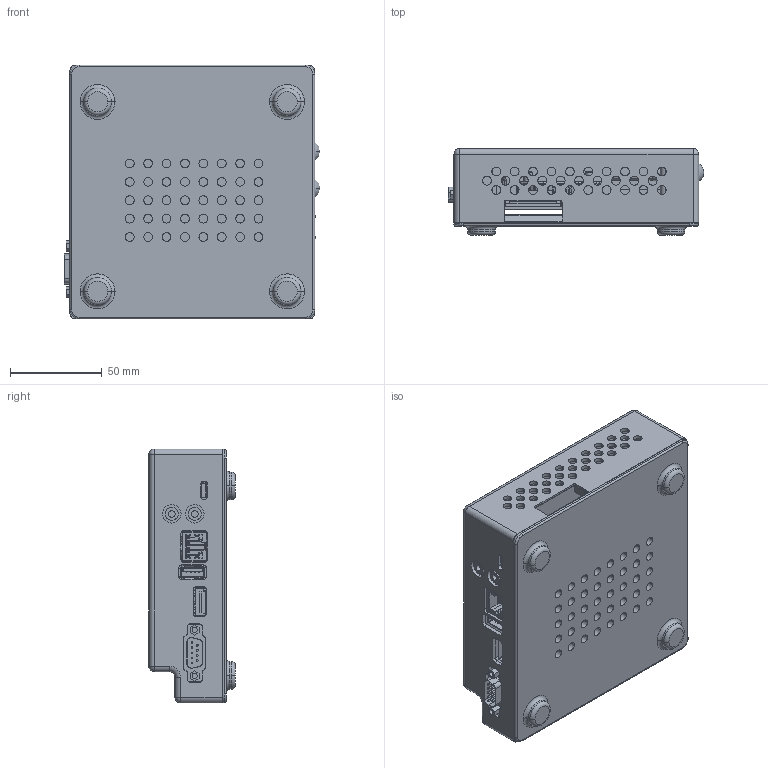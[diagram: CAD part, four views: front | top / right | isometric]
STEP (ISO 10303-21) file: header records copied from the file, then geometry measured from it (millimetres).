
FILE_DESCRIPTION((''),'2;1');
FILE_NAME('PM375_ASM','2014-03-04T',('cgalutera'),(''),'PRO/ENGINEER BY PARAMETRIC TECHNOLOGY CORPORATION, 2009380','PRO/ENGINEER BY PARAMETRIC TECHNOLOGY CORPORATION, 2009380','');
FILE_SCHEMA(('CONFIG_CONTROL_DESIGN', 'GEOMETRIC_VALIDATION_PROPERTIES_MIM'));
Length unit declared in the file: millimetre
Products named in the file (30): PM375; 080-0698-000; 065-0423-000; 080-0588-000; 075-0020-000; 065-0534-000; 065-0418-000_1; 220-0101-000; 065-0531-000_3; 065-0005-000; 074-0074-000_1; 080-0661-000; 065-0256-000_1; 065-0532-000_2; LOW-COST-S-HS_061116_7; 300004170_PUSHPIN_4; 300004170_SPRING_5; 300004170_HOUSING_3; 300004170_ASM_ASM_5_ASM; TM-LC-PLC_4; FAN1_4_3; LOW-COST-S-FAN_061109_ASM_10_ASM; LOW-COST-S-ASM_061109_ASM_14_ASM; DCM-0001_ASM; PM375-BASE; PM375-COVER; AP2D206TZBE; LED-PM375; 075-0098-000; PM375_ASM
Assembly tree (33 placements, depth 5):
  PM375_ASM
    PM375
    080-0698-000
    065-0423-000
    080-0588-000
    075-0020-000
    065-0534-000  x2
    065-0418-000_1
    220-0101-000
    065-0531-000_3
    065-0005-000
    074-0074-000_1
    080-0661-000
    065-0256-000_1
    065-0532-000_2
    DCM-0001_ASM
      LOW-COST-S-ASM_061109_ASM_14_ASM
        LOW-COST-S-HS_061116_7
        300004170_ASM_ASM_5_ASM  x2
          300004170_PUSHPIN_4
          300004170_SPRING_5
          300004170_HOUSING_3
        LOW-COST-S-FAN_061109_ASM_10_ASM
          TM-LC-PLC_4
          FAN1_4_3
    PM375-BASE
    PM375-COVER
    AP2D206TZBE  x2
    LED-PM375  x2
    075-0098-000
Bounding box: 138.82 x 47 x 138 mm (x, y, z)
Volume: 240905.1 mm3; surface area: 194552.5 mm2
Topology: 39 solids, 40 shells, 3829 faces, 10185 edges, 6649 vertices
Faces by surface type: plane 2510, cylinder 1035, torus 118, sphere 72, cone 48, extrusion 27, bspline 19
Entity records: 140009 total; most frequent: CARTESIAN_POINT 23141, ORIENTED_EDGE 18568, DIRECTION 18317, EDGE_CURVE 9284, PRESENTATION_STYLE_ASSIGNMENT 6802, STYLED_ITEM 6724, VECTOR 6567, LINE 6540
